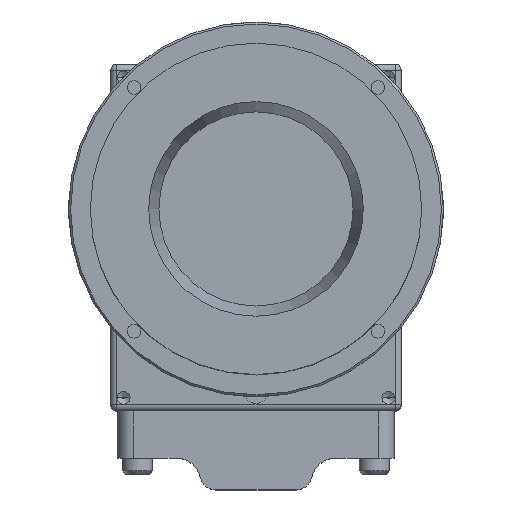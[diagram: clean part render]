
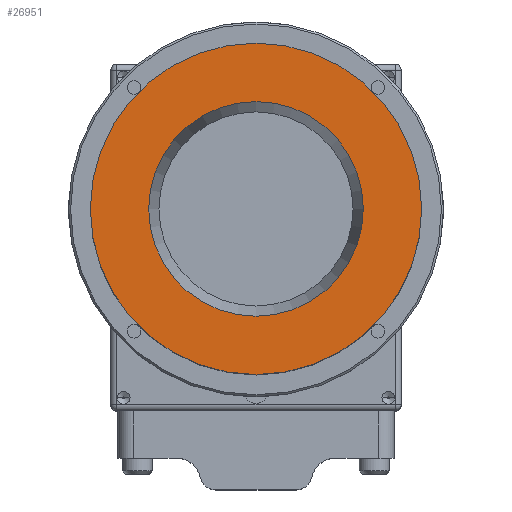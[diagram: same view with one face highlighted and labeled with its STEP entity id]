
A CAD part, top view. The second image highlights one B-rep face of the part: STEP entity #26951.
In plain terms, the highlighted planar face has unit normal (0, 0, 1).
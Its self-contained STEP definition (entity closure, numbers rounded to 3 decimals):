
#4519 = AXIS2_PLACEMENT_3D ( 'NONE', #6332, #46907, #70027 ) ;
#6332 = CARTESIAN_POINT ( 'NONE',  ( 18.542, -18.415, 32.144 ) ) ;
#8891 = EDGE_LOOP ( 'NONE', ( #99367 ) ) ;
#11112 = CARTESIAN_POINT ( 'NONE',  ( 18.542, -18.415, 32.144 ) ) ;
#12142 = DIRECTION ( 'NONE',  ( 0., -1., 0. ) ) ;
#16817 = CIRCLE ( 'NONE', #90657, 13.603 ) ;
#18967 = VERTEX_POINT ( 'NONE', #51308 ) ;
#19280 = CARTESIAN_POINT ( 'NONE',  ( 18.542, -18.415, 32.144 ) ) ;
#26951 = ADVANCED_FACE ( 'NONE', ( #67093, #52188 ), #51194, .F. ) ;
#34373 = CARTESIAN_POINT ( 'NONE',  ( 18.542, -4.812, 32.144 ) ) ;
#42588 = VERTEX_POINT ( 'NONE', #34373 ) ;
#43789 = ORIENTED_EDGE ( 'NONE', *, *, #57489, .T. ) ;
#46907 = DIRECTION ( 'NONE',  ( 0., 0., 1. ) ) ;
#50129 = DIRECTION ( 'NONE',  ( 0., 1., 0. ) ) ;
#50673 = DIRECTION ( 'NONE',  ( 0., 0., -1. ) ) ;
#51194 = PLANE ( 'NONE',  #56799 ) ;
#51308 = CARTESIAN_POINT ( 'NONE',  ( 18.542, 2.585, 32.144 ) ) ;
#52188 = FACE_OUTER_BOUND ( 'NONE', #8891, .T. ) ;
#56799 = AXIS2_PLACEMENT_3D ( 'NONE', #11112, #50673, #12142 ) ;
#57489 = EDGE_CURVE ( 'NONE', #42588, #42588, #16817, .T. ) ;
#61935 = CIRCLE ( 'NONE', #4519, 21. ) ;
#67093 = FACE_BOUND ( 'NONE', #98858, .T. ) ;
#70027 = DIRECTION ( 'NONE',  ( 0., 1., 0. ) ) ;
#75391 = EDGE_CURVE ( 'NONE', #18967, #18967, #61935, .T. ) ;
#89153 = DIRECTION ( 'NONE',  ( 0., 0., -1. ) ) ;
#90657 = AXIS2_PLACEMENT_3D ( 'NONE', #19280, #89153, #50129 ) ;
#98858 = EDGE_LOOP ( 'NONE', ( #43789 ) ) ;
#99367 = ORIENTED_EDGE ( 'NONE', *, *, #75391, .T. ) ;
